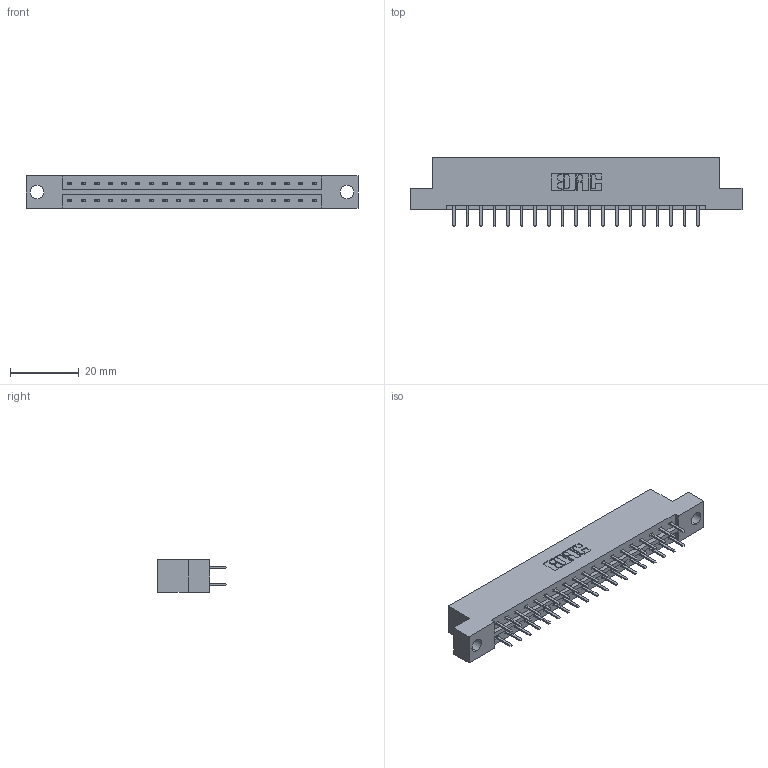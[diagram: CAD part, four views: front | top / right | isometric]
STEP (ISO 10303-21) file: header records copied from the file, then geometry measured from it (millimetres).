
FILE_DESCRIPTION (( 'STEP AP203' ), '1' );
FILE_NAME ('833-038-520-204.STEP', '2020-06-03T06:21:51', ( '' ), ( '' ), 'SwSTEP 2.0', 'SolidWorks 2020', '' );
FILE_SCHEMA (( 'CONFIG_CONTROL_DESIGN' ));
Length unit declared in the file: inch
Products named in the file (3): 833 Part_Flush - .156 Dia - TH; 345-292-001_345-293-120; 833-038-520-204
Assembly tree (39 placements, depth 2):
  833-038-520-204
    833 Part_Flush - .156 Dia - TH
    345-292-001_345-293-120  x38
Bounding box: 96.82 x 20.02 x 9.4 mm (x, y, z)
Volume: 9565.6 mm3; surface area: 10817 mm2
Topology: 39 solids, 39 shells, 2242 faces, 6505 edges, 4234 vertices
Faces by surface type: plane 1514, cylinder 728
Entity records: 15315 total; most frequent: CARTESIAN_POINT 2578, ORIENTED_EDGE 2502, DIRECTION 2231, EDGE_CURVE 1251, VECTOR 1119, LINE 1119, VERTEX_POINT 830, AXIS2_PLACEMENT_3D 556
